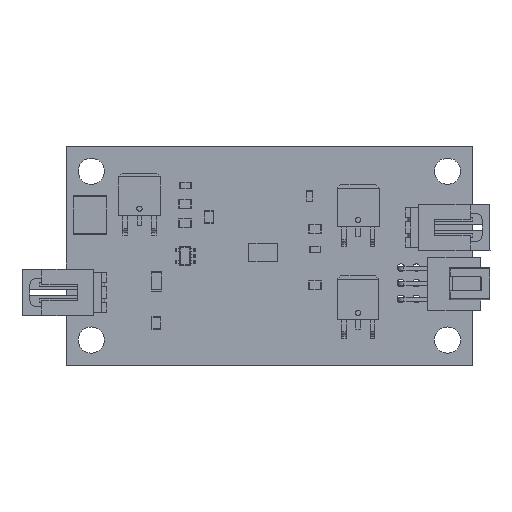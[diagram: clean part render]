
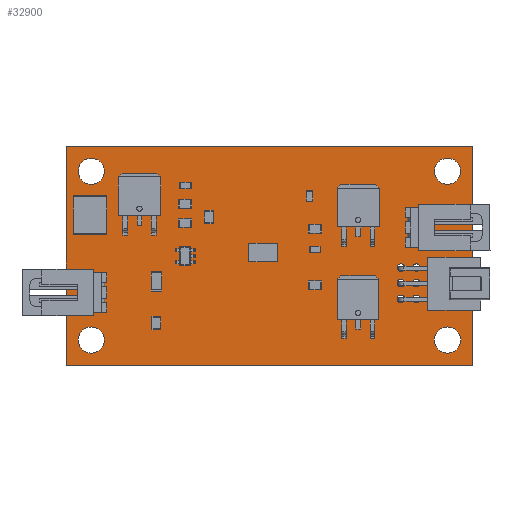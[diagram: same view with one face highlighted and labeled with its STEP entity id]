
A CAD part, top view. The second image highlights one B-rep face of the part: STEP entity #32900.
In plain terms, the highlighted planar face has unit normal (0, 0, 1).
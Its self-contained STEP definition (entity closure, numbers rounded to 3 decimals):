
#32195 = VERTEX_POINT('',#32196);
#32196 = CARTESIAN_POINT('',(0.,0.,0.));
#32202 = EDGE_CURVE('',#32195,#32203,#32205,.T.);
#32203 = VERTEX_POINT('',#32204);
#32204 = CARTESIAN_POINT('',(65.,0.,0.));
#32205 = LINE('',#32206,#32207);
#32206 = CARTESIAN_POINT('',(0.,0.,0.));
#32207 = VECTOR('',#32208,1.);
#32208 = DIRECTION('',(1.,0.,0.));
#32233 = EDGE_CURVE('',#32203,#32234,#32236,.T.);
#32234 = VERTEX_POINT('',#32235);
#32235 = CARTESIAN_POINT('',(65.,34.9,0.));
#32236 = LINE('',#32237,#32238);
#32237 = CARTESIAN_POINT('',(65.,0.,0.));
#32238 = VECTOR('',#32239,1.);
#32239 = DIRECTION('',(0.,1.,0.));
#32264 = EDGE_CURVE('',#32234,#32265,#32267,.T.);
#32265 = VERTEX_POINT('',#32266);
#32266 = CARTESIAN_POINT('',(0.,34.9,0.));
#32267 = LINE('',#32268,#32269);
#32268 = CARTESIAN_POINT('',(65.,34.9,0.));
#32269 = VECTOR('',#32270,1.);
#32270 = DIRECTION('',(-1.,0.,0.));
#32295 = EDGE_CURVE('',#32265,#32195,#32296,.T.);
#32296 = LINE('',#32297,#32298);
#32297 = CARTESIAN_POINT('',(0.,34.9,0.));
#32298 = VECTOR('',#32299,1.);
#32299 = DIRECTION('',(0.,-1.,0.));
#32319 = VERTEX_POINT('',#32320);
#32320 = CARTESIAN_POINT('',(5.9,10.33,0.));
#32326 = EDGE_CURVE('',#32319,#32319,#32327,.T.);
#32327 = CIRCLE('',#32328,0.6);
#32328 = AXIS2_PLACEMENT_3D('',#32329,#32330,#32331);
#32329 = CARTESIAN_POINT('',(5.3,10.33,0.));
#32330 = DIRECTION('',(0.,0.,1.));
#32331 = DIRECTION('',(1.,0.,0.));
#32352 = VERTEX_POINT('',#32353);
#32353 = CARTESIAN_POINT('',(5.9,12.87,0.));
#32359 = EDGE_CURVE('',#32352,#32352,#32360,.T.);
#32360 = CIRCLE('',#32361,0.6);
#32361 = AXIS2_PLACEMENT_3D('',#32362,#32363,#32364);
#32362 = CARTESIAN_POINT('',(5.3,12.87,0.));
#32363 = DIRECTION('',(0.,0.,1.));
#32364 = DIRECTION('',(1.,0.,0.));
#32385 = VERTEX_POINT('',#32386);
#32386 = CARTESIAN_POINT('',(6.1,4.,0.));
#32392 = EDGE_CURVE('',#32385,#32385,#32393,.T.);
#32393 = CIRCLE('',#32394,2.1);
#32394 = AXIS2_PLACEMENT_3D('',#32395,#32396,#32397);
#32395 = CARTESIAN_POINT('',(4.,4.,0.));
#32396 = DIRECTION('',(0.,0.,1.));
#32397 = DIRECTION('',(1.,0.,0.));
#32418 = VERTEX_POINT('',#32419);
#32419 = CARTESIAN_POINT('',(54.12,10.6,0.));
#32425 = EDGE_CURVE('',#32418,#32418,#32426,.T.);
#32426 = CIRCLE('',#32427,0.6);
#32427 = AXIS2_PLACEMENT_3D('',#32428,#32429,#32430);
#32428 = CARTESIAN_POINT('',(53.52,10.6,0.));
#32429 = DIRECTION('',(0.,0.,1.));
#32430 = DIRECTION('',(1.,0.,0.));
#32451 = VERTEX_POINT('',#32452);
#32452 = CARTESIAN_POINT('',(54.12,15.6,0.));
#32458 = EDGE_CURVE('',#32451,#32451,#32459,.T.);
#32459 = CIRCLE('',#32460,0.6);
#32460 = AXIS2_PLACEMENT_3D('',#32461,#32462,#32463);
#32461 = CARTESIAN_POINT('',(53.52,15.6,0.));
#32462 = DIRECTION('',(0.,0.,1.));
#32463 = DIRECTION('',(1.,0.,0.));
#32484 = VERTEX_POINT('',#32485);
#32485 = CARTESIAN_POINT('',(6.1,31.,0.));
#32491 = EDGE_CURVE('',#32484,#32484,#32492,.T.);
#32492 = CIRCLE('',#32493,2.1);
#32493 = AXIS2_PLACEMENT_3D('',#32494,#32495,#32496);
#32494 = CARTESIAN_POINT('',(4.,31.,0.));
#32495 = DIRECTION('',(0.,0.,1.));
#32496 = DIRECTION('',(1.,0.,0.));
#32517 = VERTEX_POINT('',#32518);
#32518 = CARTESIAN_POINT('',(54.12,13.1,0.));
#32524 = EDGE_CURVE('',#32517,#32517,#32525,.T.);
#32525 = CIRCLE('',#32526,0.6);
#32526 = AXIS2_PLACEMENT_3D('',#32527,#32528,#32529);
#32527 = CARTESIAN_POINT('',(53.52,13.1,0.));
#32528 = DIRECTION('',(0.,0.,1.));
#32529 = DIRECTION('',(1.,0.,0.));
#32550 = VERTEX_POINT('',#32551);
#32551 = CARTESIAN_POINT('',(56.,23.27,0.));
#32557 = EDGE_CURVE('',#32550,#32550,#32558,.T.);
#32558 = CIRCLE('',#32559,0.6);
#32559 = AXIS2_PLACEMENT_3D('',#32560,#32561,#32562);
#32560 = CARTESIAN_POINT('',(55.4,23.27,0.));
#32561 = DIRECTION('',(0.,0.,1.));
#32562 = DIRECTION('',(1.,0.,0.));
#32583 = VERTEX_POINT('',#32584);
#32584 = CARTESIAN_POINT('',(56.62,10.6,0.));
#32590 = EDGE_CURVE('',#32583,#32583,#32591,.T.);
#32591 = CIRCLE('',#32592,0.6);
#32592 = AXIS2_PLACEMENT_3D('',#32593,#32594,#32595);
#32593 = CARTESIAN_POINT('',(56.02,10.6,0.));
#32594 = DIRECTION('',(0.,0.,1.));
#32595 = DIRECTION('',(1.,0.,0.));
#32616 = VERTEX_POINT('',#32617);
#32617 = CARTESIAN_POINT('',(56.62,13.1,0.));
#32623 = EDGE_CURVE('',#32616,#32616,#32624,.T.);
#32624 = CIRCLE('',#32625,0.6);
#32625 = AXIS2_PLACEMENT_3D('',#32626,#32627,#32628);
#32626 = CARTESIAN_POINT('',(56.02,13.1,0.));
#32627 = DIRECTION('',(0.,0.,1.));
#32628 = DIRECTION('',(1.,0.,0.));
#32649 = VERTEX_POINT('',#32650);
#32650 = CARTESIAN_POINT('',(63.1,4.,0.));
#32656 = EDGE_CURVE('',#32649,#32649,#32657,.T.);
#32657 = CIRCLE('',#32658,2.1);
#32658 = AXIS2_PLACEMENT_3D('',#32659,#32660,#32661);
#32659 = CARTESIAN_POINT('',(61.,4.,0.));
#32660 = DIRECTION('',(0.,0.,1.));
#32661 = DIRECTION('',(1.,0.,0.));
#32682 = VERTEX_POINT('',#32683);
#32683 = CARTESIAN_POINT('',(64.05,10.6,0.));
#32689 = EDGE_CURVE('',#32682,#32682,#32690,.T.);
#32690 = CIRCLE('',#32691,0.85);
#32691 = AXIS2_PLACEMENT_3D('',#32692,#32693,#32694);
#32692 = CARTESIAN_POINT('',(63.2,10.6,0.));
#32693 = DIRECTION('',(0.,0.,1.));
#32694 = DIRECTION('',(1.,0.,0.));
#32715 = VERTEX_POINT('',#32716);
#32716 = CARTESIAN_POINT('',(56.62,15.6,0.));
#32722 = EDGE_CURVE('',#32715,#32715,#32723,.T.);
#32723 = CIRCLE('',#32724,0.6);
#32724 = AXIS2_PLACEMENT_3D('',#32725,#32726,#32727);
#32725 = CARTESIAN_POINT('',(56.02,15.6,0.));
#32726 = DIRECTION('',(0.,0.,1.));
#32727 = DIRECTION('',(1.,0.,0.));
#32748 = VERTEX_POINT('',#32749);
#32749 = CARTESIAN_POINT('',(56.,20.73,0.));
#32755 = EDGE_CURVE('',#32748,#32748,#32756,.T.);
#32756 = CIRCLE('',#32757,0.6);
#32757 = AXIS2_PLACEMENT_3D('',#32758,#32759,#32760);
#32758 = CARTESIAN_POINT('',(55.4,20.73,0.));
#32759 = DIRECTION('',(0.,0.,1.));
#32760 = DIRECTION('',(1.,0.,0.));
#32781 = VERTEX_POINT('',#32782);
#32782 = CARTESIAN_POINT('',(64.05,15.6,0.));
#32788 = EDGE_CURVE('',#32781,#32781,#32789,.T.);
#32789 = CIRCLE('',#32790,0.85);
#32790 = AXIS2_PLACEMENT_3D('',#32791,#32792,#32793);
#32791 = CARTESIAN_POINT('',(63.2,15.6,0.));
#32792 = DIRECTION('',(0.,0.,1.));
#32793 = DIRECTION('',(1.,0.,0.));
#32814 = VERTEX_POINT('',#32815);
#32815 = CARTESIAN_POINT('',(63.1,31.,0.));
#32821 = EDGE_CURVE('',#32814,#32814,#32822,.T.);
#32822 = CIRCLE('',#32823,2.1);
#32823 = AXIS2_PLACEMENT_3D('',#32824,#32825,#32826);
#32824 = CARTESIAN_POINT('',(61.,31.,0.));
#32825 = DIRECTION('',(0.,0.,1.));
#32826 = DIRECTION('',(1.,0.,0.));
#32900 = ADVANCED_FACE('',(#32901,#32907,#32910,#32913,#32916,#32919,
    #32922,#32925,#32928,#32931,#32934,#32937,#32940,#32943,#32946,
    #32949,#32952),#32955,.F.);
#32901 = FACE_BOUND('',#32902,.T.);
#32902 = EDGE_LOOP('',(#32903,#32904,#32905,#32906));
#32903 = ORIENTED_EDGE('',*,*,#32202,.T.);
#32904 = ORIENTED_EDGE('',*,*,#32233,.T.);
#32905 = ORIENTED_EDGE('',*,*,#32264,.T.);
#32906 = ORIENTED_EDGE('',*,*,#32295,.T.);
#32907 = FACE_BOUND('',#32908,.F.);
#32908 = EDGE_LOOP('',(#32909));
#32909 = ORIENTED_EDGE('',*,*,#32326,.T.);
#32910 = FACE_BOUND('',#32911,.F.);
#32911 = EDGE_LOOP('',(#32912));
#32912 = ORIENTED_EDGE('',*,*,#32359,.T.);
#32913 = FACE_BOUND('',#32914,.F.);
#32914 = EDGE_LOOP('',(#32915));
#32915 = ORIENTED_EDGE('',*,*,#32392,.T.);
#32916 = FACE_BOUND('',#32917,.F.);
#32917 = EDGE_LOOP('',(#32918));
#32918 = ORIENTED_EDGE('',*,*,#32425,.T.);
#32919 = FACE_BOUND('',#32920,.F.);
#32920 = EDGE_LOOP('',(#32921));
#32921 = ORIENTED_EDGE('',*,*,#32458,.T.);
#32922 = FACE_BOUND('',#32923,.F.);
#32923 = EDGE_LOOP('',(#32924));
#32924 = ORIENTED_EDGE('',*,*,#32491,.T.);
#32925 = FACE_BOUND('',#32926,.F.);
#32926 = EDGE_LOOP('',(#32927));
#32927 = ORIENTED_EDGE('',*,*,#32524,.T.);
#32928 = FACE_BOUND('',#32929,.F.);
#32929 = EDGE_LOOP('',(#32930));
#32930 = ORIENTED_EDGE('',*,*,#32557,.T.);
#32931 = FACE_BOUND('',#32932,.F.);
#32932 = EDGE_LOOP('',(#32933));
#32933 = ORIENTED_EDGE('',*,*,#32590,.T.);
#32934 = FACE_BOUND('',#32935,.F.);
#32935 = EDGE_LOOP('',(#32936));
#32936 = ORIENTED_EDGE('',*,*,#32623,.T.);
#32937 = FACE_BOUND('',#32938,.F.);
#32938 = EDGE_LOOP('',(#32939));
#32939 = ORIENTED_EDGE('',*,*,#32656,.T.);
#32940 = FACE_BOUND('',#32941,.F.);
#32941 = EDGE_LOOP('',(#32942));
#32942 = ORIENTED_EDGE('',*,*,#32689,.T.);
#32943 = FACE_BOUND('',#32944,.F.);
#32944 = EDGE_LOOP('',(#32945));
#32945 = ORIENTED_EDGE('',*,*,#32722,.T.);
#32946 = FACE_BOUND('',#32947,.F.);
#32947 = EDGE_LOOP('',(#32948));
#32948 = ORIENTED_EDGE('',*,*,#32755,.T.);
#32949 = FACE_BOUND('',#32950,.F.);
#32950 = EDGE_LOOP('',(#32951));
#32951 = ORIENTED_EDGE('',*,*,#32788,.T.);
#32952 = FACE_BOUND('',#32953,.F.);
#32953 = EDGE_LOOP('',(#32954));
#32954 = ORIENTED_EDGE('',*,*,#32821,.T.);
#32955 = PLANE('',#32956);
#32956 = AXIS2_PLACEMENT_3D('',#32957,#32958,#32959);
#32957 = CARTESIAN_POINT('',(0.,0.,0.));
#32958 = DIRECTION('',(0.,0.,-1.));
#32959 = DIRECTION('',(-1.,0.,0.));
